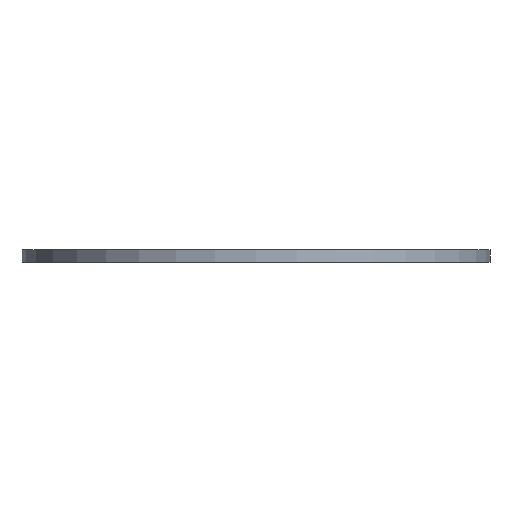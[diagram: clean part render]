
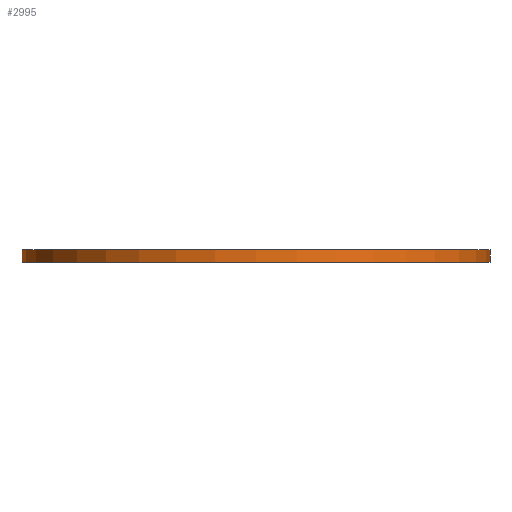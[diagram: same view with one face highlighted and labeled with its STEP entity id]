
A CAD part, front view. The second image highlights one B-rep face of the part: STEP entity #2995.
In plain terms, the highlighted cylindrical face has radius 76.2 mm (diameter 152.4 mm), a partial arc.
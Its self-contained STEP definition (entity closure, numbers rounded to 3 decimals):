
#529 = VECTOR ( 'NONE', #5885, 1000. ) ;
#596 = CARTESIAN_POINT ( 'NONE',  ( 0., 0., 4.8 ) ) ;
#608 = ORIENTED_EDGE ( 'NONE', *, *, #5931, .F. ) ;
#651 = CARTESIAN_POINT ( 'NONE',  ( -76.2, 0., 4.8 ) ) ;
#1173 = LINE ( 'NONE', #4400, #529 ) ;
#1432 = CARTESIAN_POINT ( 'NONE',  ( 0., 0., 0.8 ) ) ;
#1732 = CARTESIAN_POINT ( 'NONE',  ( 0., 0., 4.8 ) ) ;
#2016 = VERTEX_POINT ( 'NONE', #5505 ) ;
#2245 = CIRCLE ( 'NONE', #6089, 76.2 ) ;
#2252 = ORIENTED_EDGE ( 'NONE', *, *, #5893, .T. ) ;
#2323 = CARTESIAN_POINT ( 'NONE',  ( 76.2, 0., 4.8 ) ) ;
#2570 = DIRECTION ( 'NONE',  ( -1., 0., 0. ) ) ;
#2575 = EDGE_CURVE ( 'NONE', #6802, #5031, #2245, .T. ) ;
#2763 = VERTEX_POINT ( 'NONE', #2323 ) ;
#2787 = DIRECTION ( 'NONE',  ( 0., 0., -1. ) ) ;
#2990 = AXIS2_PLACEMENT_3D ( 'NONE', #596, #4305, #5340 ) ;
#2995 = ADVANCED_FACE ( 'NONE', ( #6339 ), #4684, .T. ) ;
#3018 = CARTESIAN_POINT ( 'NONE',  ( -76.2, 0., 0.8 ) ) ;
#3215 = CARTESIAN_POINT ( 'NONE',  ( 76.2, 0., 0.8 ) ) ;
#3605 = CIRCLE ( 'NONE', #6688, 76.2 ) ;
#3822 = VECTOR ( 'NONE', #2787, 1000. ) ;
#3847 = LINE ( 'NONE', #651, #3822 ) ;
#3898 = ORIENTED_EDGE ( 'NONE', *, *, #2575, .F. ) ;
#4270 = DIRECTION ( 'NONE',  ( 1., 0., 0. ) ) ;
#4305 = DIRECTION ( 'NONE',  ( 0., 0., -1. ) ) ;
#4400 = CARTESIAN_POINT ( 'NONE',  ( 76.2, 0., 4.8 ) ) ;
#4684 = CYLINDRICAL_SURFACE ( 'NONE', #2990, 76.2 ) ;
#4823 = DIRECTION ( 'NONE',  ( 0., 0., 1. ) ) ;
#4899 = ORIENTED_EDGE ( 'NONE', *, *, #6763, .F. ) ;
#5031 = VERTEX_POINT ( 'NONE', #3018 ) ;
#5340 = DIRECTION ( 'NONE',  ( -1., 0., 0. ) ) ;
#5505 = CARTESIAN_POINT ( 'NONE',  ( -76.2, 0., 4.8 ) ) ;
#5885 = DIRECTION ( 'NONE',  ( 0., 0., -1. ) ) ;
#5893 = EDGE_CURVE ( 'NONE', #2016, #5031, #3847, .T. ) ;
#5931 = EDGE_CURVE ( 'NONE', #2763, #6802, #1173, .T. ) ;
#6089 = AXIS2_PLACEMENT_3D ( 'NONE', #1432, #6667, #2570 ) ;
#6339 = FACE_OUTER_BOUND ( 'NONE', #6591, .T. ) ;
#6591 = EDGE_LOOP ( 'NONE', ( #608, #4899, #2252, #3898 ) ) ;
#6667 = DIRECTION ( 'NONE',  ( 0., 0., -1. ) ) ;
#6688 = AXIS2_PLACEMENT_3D ( 'NONE', #1732, #4823, #4270 ) ;
#6763 = EDGE_CURVE ( 'NONE', #2016, #2763, #3605, .T. ) ;
#6802 = VERTEX_POINT ( 'NONE', #3215 ) ;
